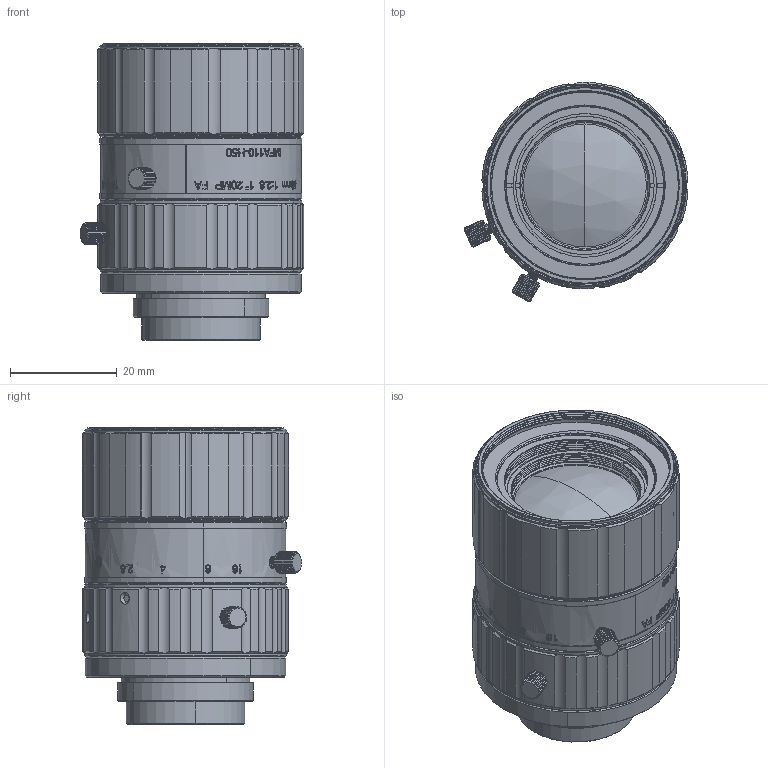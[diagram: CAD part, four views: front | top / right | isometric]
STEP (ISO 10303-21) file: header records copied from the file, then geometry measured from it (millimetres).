
FILE_DESCRIPTION (( 'STEP AP203' ), '1' );
FILE_NAME ('MFA110-H50.STEP', '2021-01-04T06:01:09', ( '' ), ( '' ), 'SwSTEP 2.0', 'SolidWorks 2017', '' );
FILE_SCHEMA (( 'CONFIG_CONTROL_DESIGN' ));
Length unit declared in the file: millimetre
Products named in the file (15): 60018-SQ（带标签）.sldasm-Part-11; 60018-SQ（带标签）.sldasm-Part-10; 60018-SQ（带标签）.sldasm-Part-7; 60018-SQ（带标签）.sldasm-Part-4; 60018-SQ（带标签）.sldasm-Part-12; 60018-SQ（带标签）.sldasm-Part-13; 60018-SQ（带标签）.sldasm-Part-1; 60018-SQ（带标签）.sldasm-Part-9; MFA110-H50; 60018-SQ（带标签）.sldasm-Part-8; 60018-SQ（带标签）.sldasm-Part-3; 60018-SQ（带标签）.sldasm-Part-5; 60018-SQ（带标签）.sldasm-Part-6; 60018-SQ（带标签）.sldasm-Part-14; 60018-SQ（带标签）.sldasm-Part-2
Assembly tree (14 placements, depth 2):
  MFA110-H50
    60018-SQ（带标签）.sldasm-Part-1
    60018-SQ（带标签）.sldasm-Part-2
    60018-SQ（带标签）.sldasm-Part-3
    60018-SQ（带标签）.sldasm-Part-4
    60018-SQ（带标签）.sldasm-Part-5
    60018-SQ（带标签）.sldasm-Part-6
    60018-SQ（带标签）.sldasm-Part-7
    60018-SQ（带标签）.sldasm-Part-8
    60018-SQ（带标签）.sldasm-Part-9
    60018-SQ（带标签）.sldasm-Part-10
    60018-SQ（带标签）.sldasm-Part-11
    60018-SQ（带标签）.sldasm-Part-12
    60018-SQ（带标签）.sldasm-Part-13
    60018-SQ（带标签）.sldasm-Part-14
Bounding box: 41.89 x 41.02 x 55.5 mm (x, y, z)
Volume: 51582.6 mm3; surface area: 17738.2 mm2
Topology: 14 solids, 15 shells, 4757 faces, 13521 edges, 8920 vertices
Faces by surface type: plane 3638, cylinder 626, cone 262, bspline 205, torus 18, sphere 8
Entity records: 249982 total; most frequent: CARTESIAN_POINT 142236, ORIENTED_EDGE 27034, DIRECTION 15779, EDGE_CURVE 13517, VERTEX_POINT 8918, B_SPLINE_CURVE_WITH_KNOTS 6018, AXIS2_PLACEMENT_3D 5707, EDGE_LOOP 4893
